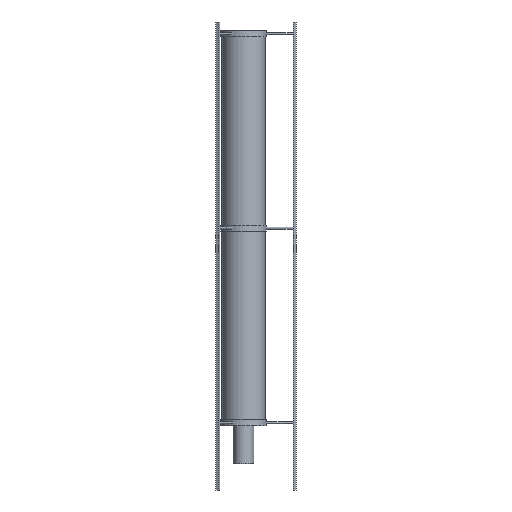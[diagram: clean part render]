
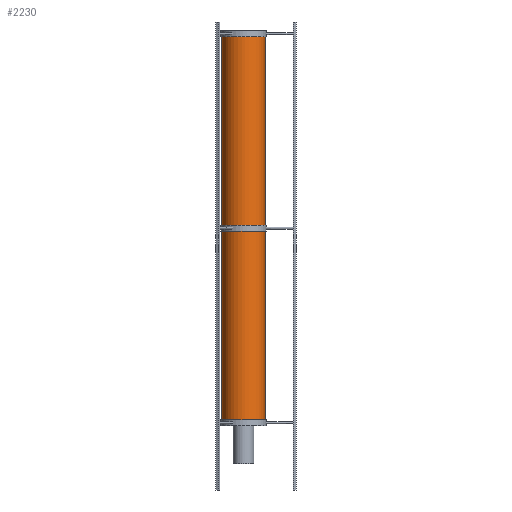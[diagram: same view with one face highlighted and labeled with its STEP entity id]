
A CAD part, left-side view. The second image highlights one B-rep face of the part: STEP entity #2230.
In plain terms, the highlighted cylindrical face has radius 74 mm (diameter 148 mm), a full revolution.
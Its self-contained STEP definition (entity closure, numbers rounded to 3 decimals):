
#348=FACE_OUTER_BOUND('',#545,.T.);
#545=EDGE_LOOP('',(#1937,#1938,#1939,#1940));
#704=LINE('',#4145,#831);
#831=VECTOR('',#3170,74.);
#950=CIRCLE('',#2534,74.);
#953=CIRCLE('',#2539,74.);
#1144=VERTEX_POINT('',#4134);
#1147=VERTEX_POINT('',#4143);
#1412=EDGE_CURVE('',#1144,#1144,#950,.T.);
#1416=EDGE_CURVE('',#1147,#1147,#953,.T.);
#1417=EDGE_CURVE('',#1147,#1144,#704,.T.);
#1937=ORIENTED_EDGE('',*,*,#1416,.F.);
#1938=ORIENTED_EDGE('',*,*,#1417,.T.);
#1939=ORIENTED_EDGE('',*,*,#1412,.F.);
#1940=ORIENTED_EDGE('',*,*,#1417,.F.);
#2099=CYLINDRICAL_SURFACE('',#2538,74.);
#2230=ADVANCED_FACE('',(#348),#2099,.T.);
#2534=AXIS2_PLACEMENT_3D('',#4135,#3157,#3158);
#2538=AXIS2_PLACEMENT_3D('',#4142,#3166,#3167);
#2539=AXIS2_PLACEMENT_3D('',#4144,#3168,#3169);
#3157=DIRECTION('center_axis',(0.,0.,-1.));
#3158=DIRECTION('ref_axis',(0.966,0.259,0.));
#3166=DIRECTION('center_axis',(0.,0.,1.));
#3167=DIRECTION('ref_axis',(0.966,0.259,0.));
#3168=DIRECTION('center_axis',(0.,0.,1.));
#3169=DIRECTION('ref_axis',(0.966,0.259,0.));
#3170=DIRECTION('',(0.,0.,-1.));
#4134=CARTESIAN_POINT('',(-71.479,-19.153,233.5));
#4135=CARTESIAN_POINT('Origin',(0.,0.,233.5));
#4142=CARTESIAN_POINT('Origin',(0.,0.,235.));
#4143=CARTESIAN_POINT('',(-71.479,-19.153,1561.5));
#4144=CARTESIAN_POINT('Origin',(0.,0.,1561.5));
#4145=CARTESIAN_POINT('',(-71.479,-19.153,235.));
